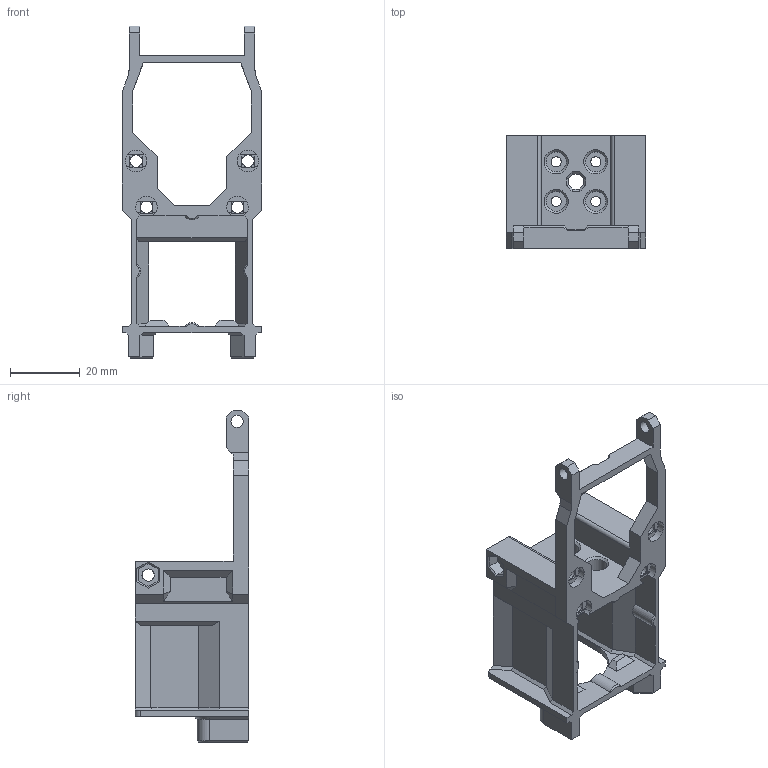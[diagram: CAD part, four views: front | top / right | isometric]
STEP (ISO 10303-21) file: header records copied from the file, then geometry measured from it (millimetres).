
FILE_DESCRIPTION(('FreeCAD Model'),'2;1');
FILE_NAME('Open CASCADE Shape Model','2023-08-13T20:48:28',(''),(''), 'Open CASCADE STEP processor 7.6','FreeCAD','Unknown');
FILE_SCHEMA(('AUTOMOTIVE_DESIGN { 1 0 10303 214 1 1 1 1 }'));
Length unit declared in the file: millimetre
Products named in the file (1): Body
Bounding box: 39.8 x 32.5 x 94.95 mm (x, y, z)
Volume: 19814.1 mm3; surface area: 15176.9 mm2
Topology: 1 solids, 1 shells, 367 faces, 967 edges, 606 vertices
Faces by surface type: plane 284, cylinder 67, cone 14, bspline 2
Full cylindrical faces by diameter (mm): 2.9 x4, 3.5 x8, 4.4 x2, 5.7 x4
Entity records: 24291 total; most frequent: CARTESIAN_POINT 4786, DIRECTION 3676, LINE 2529, VECTOR 2529, ORIENTED_EDGE 1930, PCURVE 1930, DEFINITIONAL_REPRESENTATION 1930, EDGE_CURVE 965
